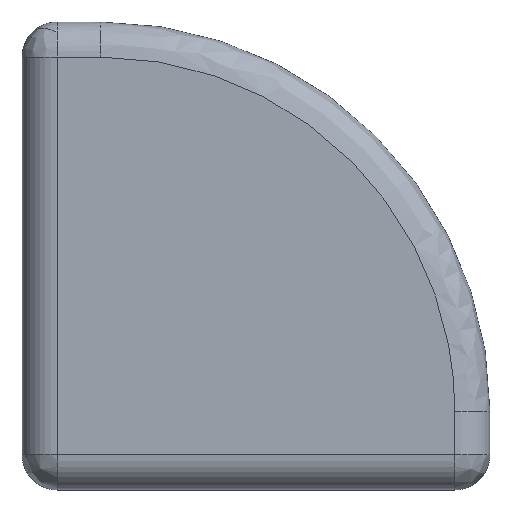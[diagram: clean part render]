
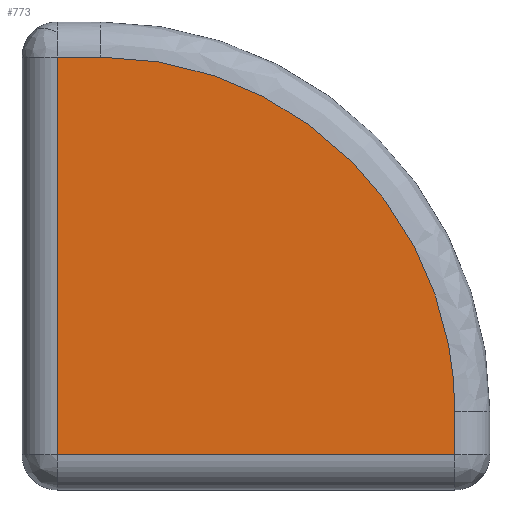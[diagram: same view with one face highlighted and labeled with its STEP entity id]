
A CAD part, top view. The second image highlights one B-rep face of the part: STEP entity #773.
In plain terms, the highlighted planar face has unit normal (0, 0, 1).
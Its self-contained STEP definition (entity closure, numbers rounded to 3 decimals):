
#1 = VERTEX_POINT ( 'NONE', #542 ) ;
#10 = FACE_OUTER_BOUND ( 'NONE', #500, .T. ) ;
#37 = EDGE_CURVE ( 'NONE', #1674, #1, #937, .T. ) ;
#62 = CARTESIAN_POINT ( 'NONE',  ( 17., -17., 4. ) ) ;
#106 = VECTOR ( 'NONE', #459, 1000. ) ;
#113 = ORIENTED_EDGE ( 'NONE', *, *, #1627, .F. ) ;
#170 = DIRECTION ( 'NONE',  ( 1., 0., 0. ) ) ;
#175 = CARTESIAN_POINT ( 'NONE',  ( -17., 17., 4. ) ) ;
#321 = DIRECTION ( 'NONE',  ( -1., 0., 0. ) ) ;
#369 = CARTESIAN_POINT ( 'NONE',  ( -17., -17., 4. ) ) ;
#395 = DIRECTION ( 'NONE',  ( -1., 0., 0. ) ) ;
#411 = VECTOR ( 'NONE', #395, 1000. ) ;
#459 = DIRECTION ( 'NONE',  ( 0., -1., 0. ) ) ;
#500 = EDGE_LOOP ( 'NONE', ( #113, #1616, #1528, #907, #1757 ) ) ;
#508 = DIRECTION ( 'NONE',  ( 0., 1., 0. ) ) ;
#542 = CARTESIAN_POINT ( 'NONE',  ( -13.3, 17., 4. ) ) ;
#547 =( BOUNDED_CURVE ( )  B_SPLINE_CURVE ( 3, ( #1746, #624, #1730, #1185 ),
 .UNSPECIFIED., .F., .F. ) 
 B_SPLINE_CURVE_WITH_KNOTS ( ( 4, 4 ),
 ( 0., 1. ),
 .UNSPECIFIED. ) 
 CURVE ( )  GEOMETRIC_REPRESENTATION_ITEM ( )  RATIONAL_B_SPLINE_CURVE ( ( 1., 0.805, 0.805, 1. ) ) 
 REPRESENTATION_ITEM ( '' )  );
#584 = PLANE ( 'NONE',  #1683 ) ;
#593 = VERTEX_POINT ( 'NONE', #369 ) ;
#624 = CARTESIAN_POINT ( 'NONE',  ( 4.449, 17., 4. ) ) ;
#645 = VERTEX_POINT ( 'NONE', #1515 ) ;
#654 = LINE ( 'NONE', #1632, #411 ) ;
#674 = LINE ( 'NONE', #1125, #106 ) ;
#727 = CARTESIAN_POINT ( 'NONE',  ( 0., 1.835, 4. ) ) ;
#762 = VECTOR ( 'NONE', #170, 1000. ) ;
#773 = ADVANCED_FACE ( 'NONE', ( #10 ), #584, .F. ) ;
#845 = VERTEX_POINT ( 'NONE', #62 ) ;
#859 = DIRECTION ( 'NONE',  ( 0., 0., -1. ) ) ;
#900 = CARTESIAN_POINT ( 'NONE',  ( -17., -20., 4. ) ) ;
#907 = ORIENTED_EDGE ( 'NONE', *, *, #1295, .F. ) ;
#937 = LINE ( 'NONE', #1225, #762 ) ;
#1125 = CARTESIAN_POINT ( 'NONE',  ( 17., 20., 4. ) ) ;
#1134 = EDGE_CURVE ( 'NONE', #1, #645, #547, .T. ) ;
#1185 = CARTESIAN_POINT ( 'NONE',  ( 17., -13.3, 4. ) ) ;
#1225 = CARTESIAN_POINT ( 'NONE',  ( -20., 17., 4. ) ) ;
#1272 = LINE ( 'NONE', #900, #1421 ) ;
#1295 = EDGE_CURVE ( 'NONE', #593, #1674, #1272, .T. ) ;
#1420 = EDGE_CURVE ( 'NONE', #845, #593, #654, .T. ) ;
#1421 = VECTOR ( 'NONE', #508, 1000. ) ;
#1515 = CARTESIAN_POINT ( 'NONE',  ( 17., -13.3, 4. ) ) ;
#1528 = ORIENTED_EDGE ( 'NONE', *, *, #37, .F. ) ;
#1616 = ORIENTED_EDGE ( 'NONE', *, *, #1134, .F. ) ;
#1627 = EDGE_CURVE ( 'NONE', #645, #845, #674, .T. ) ;
#1632 = CARTESIAN_POINT ( 'NONE',  ( 20., -17., 4. ) ) ;
#1674 = VERTEX_POINT ( 'NONE', #175 ) ;
#1683 = AXIS2_PLACEMENT_3D ( 'NONE', #727, #859, #321 ) ;
#1730 = CARTESIAN_POINT ( 'NONE',  ( 17., 4.449, 4. ) ) ;
#1746 = CARTESIAN_POINT ( 'NONE',  ( -13.3, 17., 4. ) ) ;
#1757 = ORIENTED_EDGE ( 'NONE', *, *, #1420, .F. ) ;
